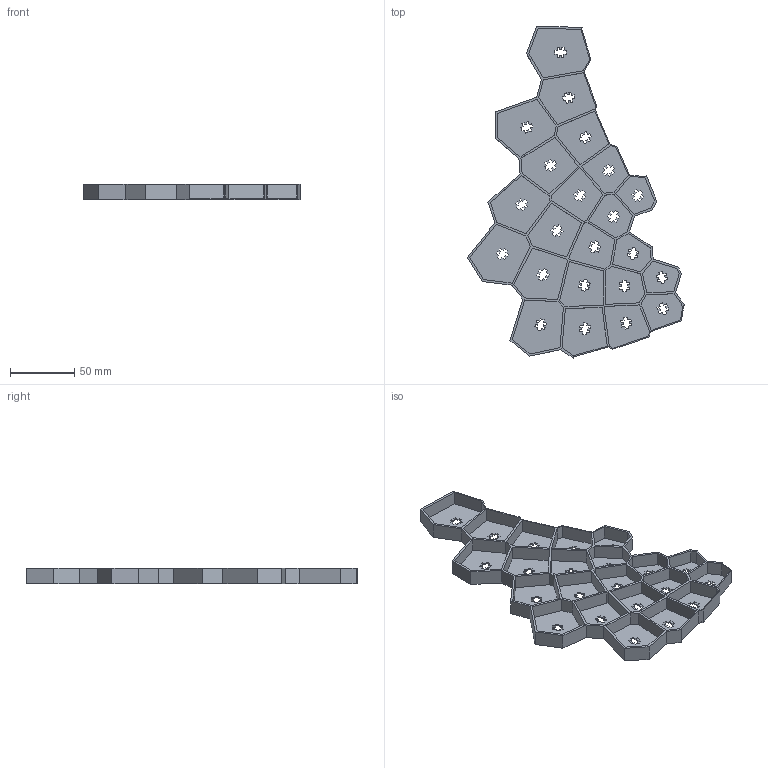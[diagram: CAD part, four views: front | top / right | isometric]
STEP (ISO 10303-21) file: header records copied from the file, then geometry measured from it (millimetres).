
FILE_DESCRIPTION(('Open CASCADE Model'),'2;1');
FILE_NAME('Open CASCADE Shape Model','2025-12-03T11:53:40',('Author'),( 'Open CASCADE'),'Open CASCADE STEP processor 7.8','Open CASCADE 7.8' ,'Unknown');
FILE_SCHEMA(('AUTOMOTIVE_DESIGN { 1 0 10303 214 1 1 1 1 }'));
Length unit declared in the file: millimetre
Products named in the file (1): Open CASCADE STEP translator 7.8 6
Bounding box: 169.44 x 258.54 x 12 mm (x, y, z)
Volume: 55750.3 mm3; surface area: 85280 mm2
Topology: 1 solids, 1 shells, 641 faces, 1851 edges, 1234 vertices
Faces by surface type: plane 641
Entity records: 43594 total; most frequent: CARTESIAN_POINT 8601, DIRECTION 5665, LINE 4381, VECTOR 4381, ORIENTED_EDGE 3702, PCURVE 3702, DEFINITIONAL_REPRESENTATION 3702, EDGE_CURVE 1851
